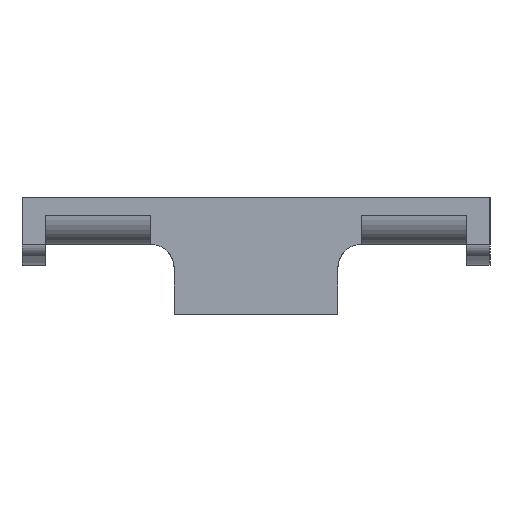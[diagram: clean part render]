
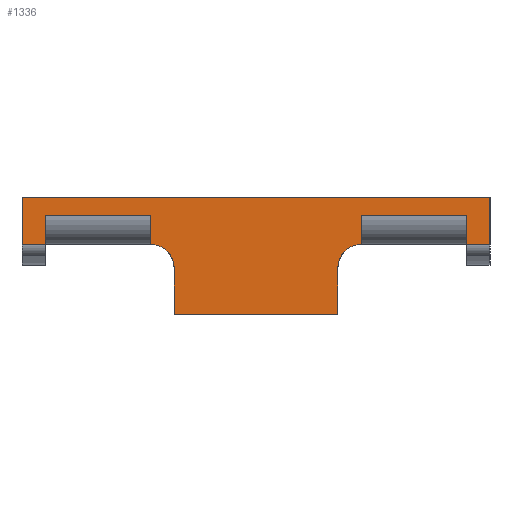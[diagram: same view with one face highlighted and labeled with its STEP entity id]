
A CAD part, left-side view. The second image highlights one B-rep face of the part: STEP entity #1336.
In plain terms, the highlighted planar face has unit normal (-1, 0, 0).
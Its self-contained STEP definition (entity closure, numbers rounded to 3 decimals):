
#93 = LINE ( 'NONE', #4470, #1981 ) ;
#103 = LINE ( 'NONE', #969, #2274 ) ;
#108 = CARTESIAN_POINT ( 'NONE',  ( -29.75, -7., -2. ) ) ;
#175 = CARTESIAN_POINT ( 'NONE',  ( -29.75, -18., -0.028 ) ) ;
#257 = EDGE_LOOP ( 'NONE', ( #4102, #3513, #5016, #5301, #3330, #2291, #3355, #4531, #2542, #2942, #1821, #5318, #4409, #4865, #5591, #4796 ) ) ;
#331 = CARTESIAN_POINT ( 'NONE',  ( -29.75, 18., -0.028 ) ) ;
#428 = EDGE_CURVE ( 'NONE', #3409, #2457, #1102, .T. ) ;
#497 = DIRECTION ( 'NONE',  ( 0., -1., 0. ) ) ;
#534 = VERTEX_POINT ( 'NONE', #1615 ) ;
#552 = DIRECTION ( 'NONE',  ( 1., 0., 0. ) ) ;
#564 = CARTESIAN_POINT ( 'NONE',  ( -29.75, -18., -0.028 ) ) ;
#587 = AXIS2_PLACEMENT_3D ( 'NONE', #1204, #743, #3730 ) ;
#624 = VERTEX_POINT ( 'NONE', #1265 ) ;
#629 = AXIS2_PLACEMENT_3D ( 'NONE', #5298, #552, #4954 ) ;
#671 = VERTEX_POINT ( 'NONE', #108 ) ;
#688 = VECTOR ( 'NONE', #849, 1000. ) ;
#710 = EDGE_CURVE ( 'NONE', #1100, #3979, #4044, .T. ) ;
#743 = DIRECTION ( 'NONE',  ( 1., 0., 0. ) ) ;
#801 = EDGE_CURVE ( 'NONE', #2457, #3750, #1218, .T. ) ;
#849 = DIRECTION ( 'NONE',  ( 0., 1., 0. ) ) ;
#900 = VERTEX_POINT ( 'NONE', #1524 ) ;
#933 = DIRECTION ( 'NONE',  ( 0., -1., 0. ) ) ;
#960 = LINE ( 'NONE', #5429, #1434 ) ;
#963 = CARTESIAN_POINT ( 'NONE',  ( -29.75, -18., 2.5 ) ) ;
#969 = CARTESIAN_POINT ( 'NONE',  ( -29.75, -20., 2.5 ) ) ;
#983 = VECTOR ( 'NONE', #5553, 1000. ) ;
#1000 = DIRECTION ( 'NONE',  ( 0., 0., 1. ) ) ;
#1100 = VERTEX_POINT ( 'NONE', #1278 ) ;
#1102 = LINE ( 'NONE', #175, #1586 ) ;
#1142 = CARTESIAN_POINT ( 'NONE',  ( -29.75, 9., 4. ) ) ;
#1184 = CARTESIAN_POINT ( 'NONE',  ( -29.75, 20., 4. ) ) ;
#1204 = CARTESIAN_POINT ( 'NONE',  ( -29.75, -9., -2. ) ) ;
#1218 = LINE ( 'NONE', #2412, #4554 ) ;
#1265 = CARTESIAN_POINT ( 'NONE',  ( -29.75, 18., 2.5 ) ) ;
#1278 = CARTESIAN_POINT ( 'NONE',  ( -29.75, 20., -0.028 ) ) ;
#1296 = CARTESIAN_POINT ( 'NONE',  ( -29.75, -9., 2.5 ) ) ;
#1336 = ADVANCED_FACE ( 'NONE', ( #2498 ), #4307, .F. ) ;
#1434 = VECTOR ( 'NONE', #497, 1000. ) ;
#1524 = CARTESIAN_POINT ( 'NONE',  ( -29.75, -7., -6. ) ) ;
#1534 = DIRECTION ( 'NONE',  ( 0., 0., 1. ) ) ;
#1586 = VECTOR ( 'NONE', #1534, 1000. ) ;
#1610 = DIRECTION ( 'NONE',  ( 0., 0., -1. ) ) ;
#1615 = CARTESIAN_POINT ( 'NONE',  ( -29.75, -20., -0.028 ) ) ;
#1697 = VECTOR ( 'NONE', #2011, 1000. ) ;
#1799 = EDGE_CURVE ( 'NONE', #3979, #5059, #3339, .T. ) ;
#1821 = ORIENTED_EDGE ( 'NONE', *, *, #4180, .T. ) ;
#1863 = DIRECTION ( 'NONE',  ( 0., 0., 1. ) ) ;
#1956 = VECTOR ( 'NONE', #3547, 1000. ) ;
#1981 = VECTOR ( 'NONE', #3654, 1000. ) ;
#2005 = EDGE_CURVE ( 'NONE', #3409, #534, #4534, .T. ) ;
#2011 = DIRECTION ( 'NONE',  ( 0., 1., 0. ) ) ;
#2034 = LINE ( 'NONE', #3807, #3563 ) ;
#2170 = EDGE_CURVE ( 'NONE', #3878, #2642, #2822, .T. ) ;
#2240 = DIRECTION ( 'NONE',  ( 0., 0., -1. ) ) ;
#2274 = VECTOR ( 'NONE', #1863, 1000. ) ;
#2291 = ORIENTED_EDGE ( 'NONE', *, *, #710, .F. ) ;
#2302 = CARTESIAN_POINT ( 'NONE',  ( -29.75, 9., -2. ) ) ;
#2318 = CARTESIAN_POINT ( 'NONE',  ( -29.75, 18., -0.028 ) ) ;
#2388 = VERTEX_POINT ( 'NONE', #2983 ) ;
#2412 = CARTESIAN_POINT ( 'NONE',  ( -29.75, -20., 2.5 ) ) ;
#2414 = LINE ( 'NONE', #331, #1697 ) ;
#2453 = CARTESIAN_POINT ( 'NONE',  ( -29.75, 7., -6. ) ) ;
#2457 = VERTEX_POINT ( 'NONE', #963 ) ;
#2498 = FACE_OUTER_BOUND ( 'NONE', #257, .T. ) ;
#2542 = ORIENTED_EDGE ( 'NONE', *, *, #5057, .T. ) ;
#2594 = EDGE_CURVE ( 'NONE', #2388, #5650, #4256, .T. ) ;
#2598 = EDGE_CURVE ( 'NONE', #5467, #624, #5123, .T. ) ;
#2642 = VERTEX_POINT ( 'NONE', #4231 ) ;
#2663 = CARTESIAN_POINT ( 'NONE',  ( -29.75, -18., -0.028 ) ) ;
#2680 = CARTESIAN_POINT ( 'NONE',  ( -29.75, 18., -0.028 ) ) ;
#2769 = CARTESIAN_POINT ( 'NONE',  ( -29.75, 20., 2.5 ) ) ;
#2822 = LINE ( 'NONE', #5525, #983 ) ;
#2905 = DIRECTION ( 'NONE',  ( 0., -1., 0. ) ) ;
#2929 = EDGE_CURVE ( 'NONE', #534, #5059, #103, .T. ) ;
#2942 = ORIENTED_EDGE ( 'NONE', *, *, #2594, .F. ) ;
#2983 = CARTESIAN_POINT ( 'NONE',  ( -29.75, 9., 0. ) ) ;
#3010 = VECTOR ( 'NONE', #1000, 1000. ) ;
#3024 = EDGE_CURVE ( 'NONE', #671, #4141, #3119, .T. ) ;
#3119 = CIRCLE ( 'NONE', #629, 2. ) ;
#3330 = ORIENTED_EDGE ( 'NONE', *, *, #1799, .F. ) ;
#3339 = LINE ( 'NONE', #1142, #4594 ) ;
#3350 = CARTESIAN_POINT ( 'NONE',  ( -29.75, 9., 0. ) ) ;
#3355 = ORIENTED_EDGE ( 'NONE', *, *, #4498, .F. ) ;
#3409 = VERTEX_POINT ( 'NONE', #2663 ) ;
#3513 = ORIENTED_EDGE ( 'NONE', *, *, #428, .F. ) ;
#3547 = DIRECTION ( 'NONE',  ( 0., 0., 1. ) ) ;
#3563 = VECTOR ( 'NONE', #1610, 1000. ) ;
#3654 = DIRECTION ( 'NONE',  ( 0., 0., -1. ) ) ;
#3689 = CARTESIAN_POINT ( 'NONE',  ( -29.75, -20., 4. ) ) ;
#3730 = DIRECTION ( 'NONE',  ( 0., 1., 0. ) ) ;
#3750 = VERTEX_POINT ( 'NONE', #1296 ) ;
#3807 = CARTESIAN_POINT ( 'NONE',  ( -29.75, -9., 4. ) ) ;
#3878 = VERTEX_POINT ( 'NONE', #2453 ) ;
#3979 = VERTEX_POINT ( 'NONE', #1184 ) ;
#4044 = LINE ( 'NONE', #2769, #1956 ) ;
#4102 = ORIENTED_EDGE ( 'NONE', *, *, #801, .F. ) ;
#4141 = VERTEX_POINT ( 'NONE', #5381 ) ;
#4164 = DIRECTION ( 'NONE',  ( 0., 1., 0. ) ) ;
#4180 = EDGE_CURVE ( 'NONE', #2388, #2642, #4301, .T. ) ;
#4207 = AXIS2_PLACEMENT_3D ( 'NONE', #2302, #4890, #2240 ) ;
#4231 = CARTESIAN_POINT ( 'NONE',  ( -29.75, 7., -2. ) ) ;
#4256 = LINE ( 'NONE', #3350, #3010 ) ;
#4301 = CIRCLE ( 'NONE', #4207, 2. ) ;
#4307 = PLANE ( 'NONE',  #587 ) ;
#4409 = ORIENTED_EDGE ( 'NONE', *, *, #4678, .F. ) ;
#4445 = CARTESIAN_POINT ( 'NONE',  ( -29.75, -7., -6. ) ) ;
#4470 = CARTESIAN_POINT ( 'NONE',  ( -29.75, -7., -2. ) ) ;
#4498 = EDGE_CURVE ( 'NONE', #5467, #1100, #2414, .T. ) ;
#4531 = ORIENTED_EDGE ( 'NONE', *, *, #2598, .T. ) ;
#4533 = DIRECTION ( 'NONE',  ( 0., 0., 1. ) ) ;
#4534 = LINE ( 'NONE', #564, #5427 ) ;
#4554 = VECTOR ( 'NONE', #4164, 1000. ) ;
#4594 = VECTOR ( 'NONE', #2905, 1000. ) ;
#4678 = EDGE_CURVE ( 'NONE', #900, #3878, #4819, .T. ) ;
#4686 = CARTESIAN_POINT ( 'NONE',  ( -29.75, 9., 2.5 ) ) ;
#4796 = ORIENTED_EDGE ( 'NONE', *, *, #5662, .F. ) ;
#4819 = LINE ( 'NONE', #4445, #688 ) ;
#4865 = ORIENTED_EDGE ( 'NONE', *, *, #5064, .F. ) ;
#4869 = VECTOR ( 'NONE', #4533, 1000. ) ;
#4890 = DIRECTION ( 'NONE',  ( 1., 0., 0. ) ) ;
#4954 = DIRECTION ( 'NONE',  ( 0., 0., -1. ) ) ;
#5016 = ORIENTED_EDGE ( 'NONE', *, *, #2005, .T. ) ;
#5057 = EDGE_CURVE ( 'NONE', #624, #5650, #960, .T. ) ;
#5059 = VERTEX_POINT ( 'NONE', #3689 ) ;
#5064 = EDGE_CURVE ( 'NONE', #671, #900, #93, .T. ) ;
#5123 = LINE ( 'NONE', #2318, #4869 ) ;
#5298 = CARTESIAN_POINT ( 'NONE',  ( -29.75, -9., -2. ) ) ;
#5301 = ORIENTED_EDGE ( 'NONE', *, *, #2929, .T. ) ;
#5318 = ORIENTED_EDGE ( 'NONE', *, *, #2170, .F. ) ;
#5381 = CARTESIAN_POINT ( 'NONE',  ( -29.75, -9., 0. ) ) ;
#5427 = VECTOR ( 'NONE', #933, 1000. ) ;
#5429 = CARTESIAN_POINT ( 'NONE',  ( -29.75, 20., 2.5 ) ) ;
#5467 = VERTEX_POINT ( 'NONE', #2680 ) ;
#5525 = CARTESIAN_POINT ( 'NONE',  ( -29.75, 7., -6. ) ) ;
#5553 = DIRECTION ( 'NONE',  ( 0., 0., 1. ) ) ;
#5591 = ORIENTED_EDGE ( 'NONE', *, *, #3024, .T. ) ;
#5650 = VERTEX_POINT ( 'NONE', #4686 ) ;
#5662 = EDGE_CURVE ( 'NONE', #3750, #4141, #2034, .T. ) ;
